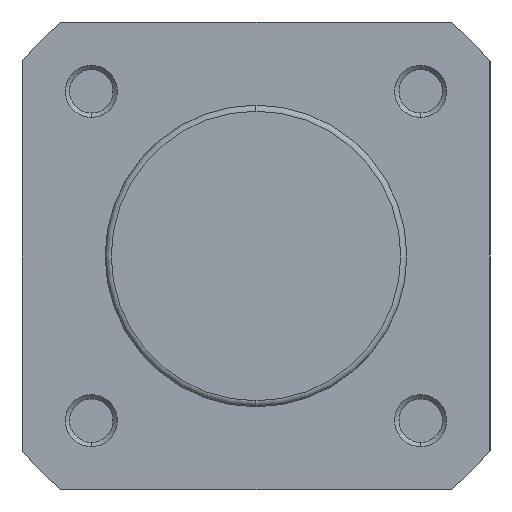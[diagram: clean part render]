
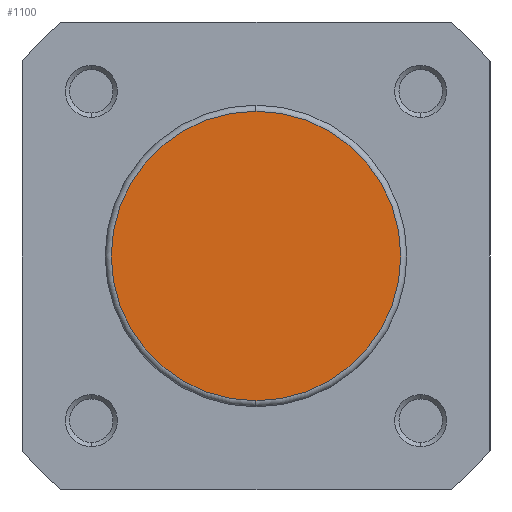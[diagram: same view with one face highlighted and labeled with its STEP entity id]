
A CAD part, left-side view. The second image highlights one B-rep face of the part: STEP entity #1100.
In plain terms, the highlighted planar face has unit normal (-1, 0, 0).
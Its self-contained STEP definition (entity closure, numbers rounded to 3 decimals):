
#169 = VERTEX_POINT ( 'NONE', #456 ) ;
#182 = VERTEX_POINT ( 'NONE', #469 ) ;
#456 = CARTESIAN_POINT ( 'NONE',  ( 0., 0., 16.7 ) ) ;
#469 = CARTESIAN_POINT ( 'NONE',  ( 0., 0., -16.7 ) ) ;
#666 = ORIENTED_EDGE ( 'NONE', *, *, #2217, .T. ) ;
#678 = ORIENTED_EDGE ( 'NONE', *, *, #2153, .T. ) ;
#1100 = ADVANCED_FACE ( 'NONE', ( #3650 ), #4628, .T. ) ;
#1291 = CARTESIAN_POINT ( 'NONE',  ( 0., 0., 0. ) ) ;
#1298 = DIRECTION ( 'NONE',  ( -1., 0., 0. ) ) ;
#1299 = DIRECTION ( 'NONE',  ( 0., 0., 1. ) ) ;
#1936 = EDGE_LOOP ( 'NONE', ( #678, #666 ) ) ;
#2153 = EDGE_CURVE ( 'NONE', #169, #182, #5214, .T. ) ;
#2217 = EDGE_CURVE ( 'NONE', #182, #169, #5308, .T. ) ;
#2598 = AXIS2_PLACEMENT_3D ( 'NONE', #4631, #4641, #4642 ) ;
#2692 = AXIS2_PLACEMENT_3D ( 'NONE', #5111, #5112, #5113 ) ;
#2724 = AXIS2_PLACEMENT_3D ( 'NONE', #1291, #1298, #1299 ) ;
#3650 = FACE_OUTER_BOUND ( 'NONE', #1936, .T. ) ;
#4628 = PLANE ( 'NONE',  #2598 ) ;
#4631 = CARTESIAN_POINT ( 'NONE',  ( 0., -17.4, 0. ) ) ;
#4641 = DIRECTION ( 'NONE',  ( -1., 0., 0. ) ) ;
#4642 = DIRECTION ( 'NONE',  ( 0., 0., 1. ) ) ;
#5111 = CARTESIAN_POINT ( 'NONE',  ( 0., 0., 0. ) ) ;
#5112 = DIRECTION ( 'NONE',  ( -1., 0., 0. ) ) ;
#5113 = DIRECTION ( 'NONE',  ( 0., 0., 1. ) ) ;
#5214 = CIRCLE ( 'NONE', #2692, 16.7 ) ;
#5308 = CIRCLE ( 'NONE', #2724, 16.7 ) ;
